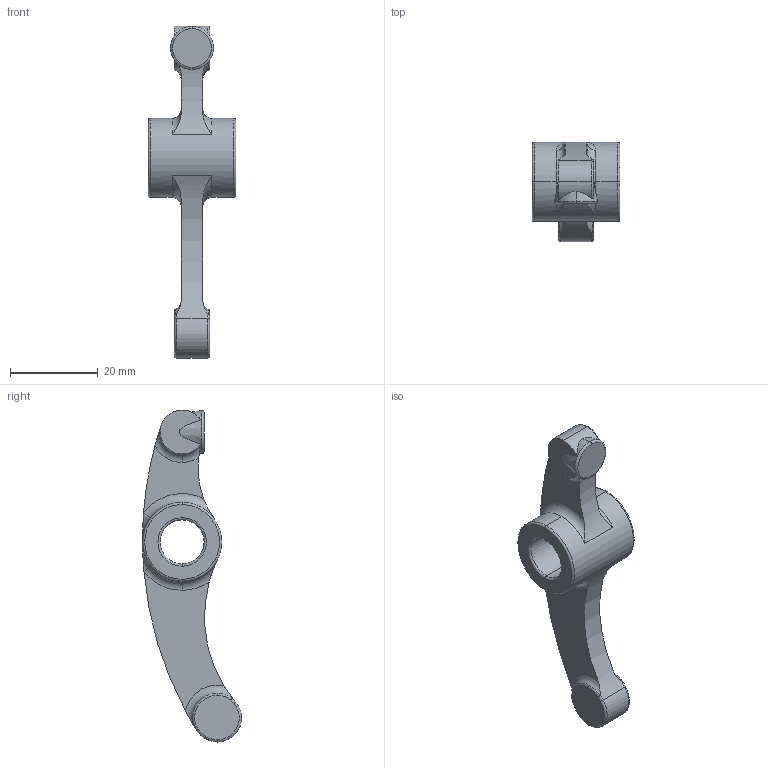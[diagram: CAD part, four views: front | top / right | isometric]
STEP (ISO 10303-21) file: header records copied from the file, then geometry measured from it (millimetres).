
FILE_DESCRIPTION (( 'STEP AP203' ), '1' );
FILE_NAME ('rocker arm_Default_sldprt.STEP', '2025-10-06T18:16:49', ( '' ), ( '' ), 'SwSTEP 2.0', 'SolidWorks 2025', '' );
FILE_SCHEMA (( 'CONFIG_CONTROL_DESIGN' ));
Length unit declared in the file: millimetre
Products named in the file (1): rocker arm_Default_sldprt
Bounding box: 20 x 22.5 x 75.5 mm (x, y, z)
Volume: 7611.6 mm3; surface area: 4131.6 mm2
Topology: 1 solids, 1 shells, 65 faces, 169 edges, 102 vertices
Faces by surface type: torus 37, cylinder 11, plane 11, bspline 4, cone 2
Entity records: 2493 total; most frequent: CARTESIAN_POINT 831, DIRECTION 368, ORIENTED_EDGE 330, AXIS2_PLACEMENT_3D 177, EDGE_CURVE 165, CIRCLE 115, VERTEX_POINT 102, EDGE_LOOP 67
